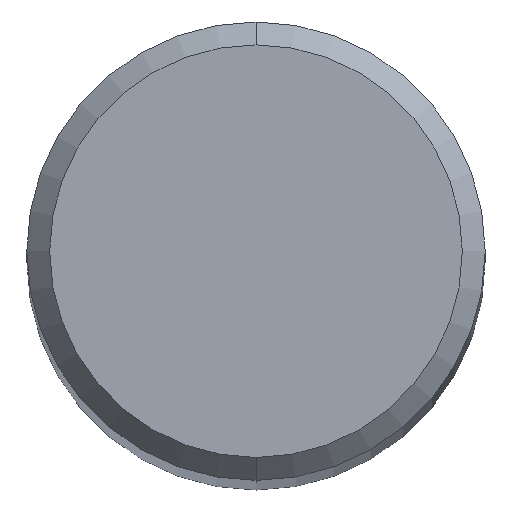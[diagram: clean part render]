
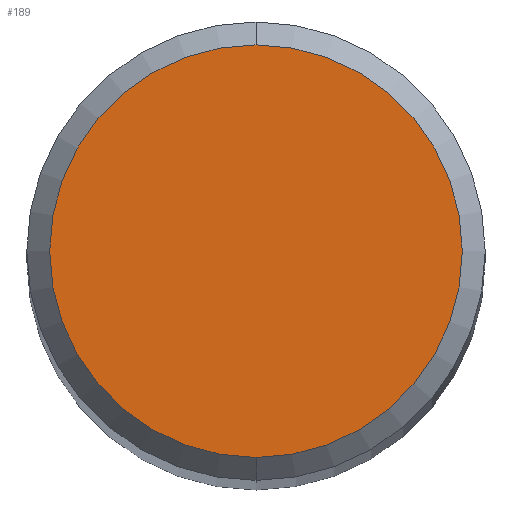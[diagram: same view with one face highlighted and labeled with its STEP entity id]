
A CAD part, top view. The second image highlights one B-rep face of the part: STEP entity #189.
In plain terms, the highlighted planar face has unit normal (0, 0, 1).
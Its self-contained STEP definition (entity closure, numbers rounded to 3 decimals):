
#177=EDGE_CURVE('',#183,#259,#439,.T.);
#183=VERTEX_POINT('',#446);
#189=ADVANCED_FACE('',(#452),#453,.T.);
#259=VERTEX_POINT('',#528);
#283=EDGE_CURVE('',#259,#183,#556,.T.);
#439=CIRCLE('',#798,9.0);
#446=CARTESIAN_POINT('',(0.0,9.0,0.0));
#452=FACE_OUTER_BOUND('',#813,.T.);
#453=PLANE('',#814);
#528=CARTESIAN_POINT('',(0.,-9.0,0.0));
#556=CIRCLE('',#1187,9.0);
#798=AXIS2_PLACEMENT_3D('',#1446,#1447,#1448);
#813=EDGE_LOOP('',(#1459,#1460));
#814=AXIS2_PLACEMENT_3D('',#1461,#1462,#1463);
#1187=AXIS2_PLACEMENT_3D('',#1567,#1568,#1569);
#1446=CARTESIAN_POINT('',(0.0,0.0,0.0));
#1447=DIRECTION('',(0.0,0.0,-1.0));
#1448=DIRECTION('',(0.0,1.0,0.0));
#1459=ORIENTED_EDGE('',*,*,#177,.F.);
#1460=ORIENTED_EDGE('',*,*,#283,.F.);
#1461=CARTESIAN_POINT('',(0.0,4.5,0.0));
#1462=DIRECTION('',(-0.0,0.0,1.0));
#1463=DIRECTION('',(0.0,-1.0,0.0));
#1567=CARTESIAN_POINT('',(0.0,0.0,0.0));
#1568=DIRECTION('',(0.0,0.0,-1.0));
#1569=DIRECTION('',(0.0,1.0,0.0));
